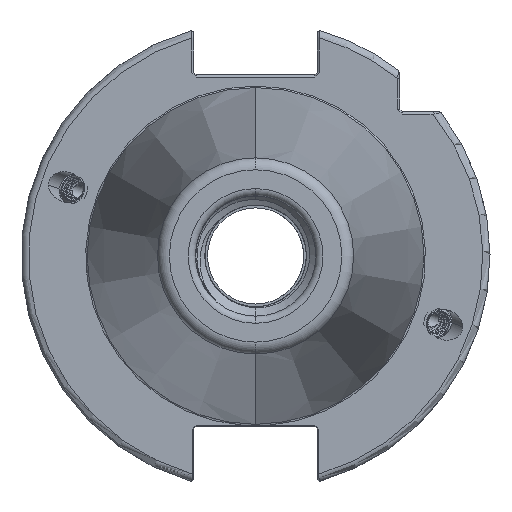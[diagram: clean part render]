
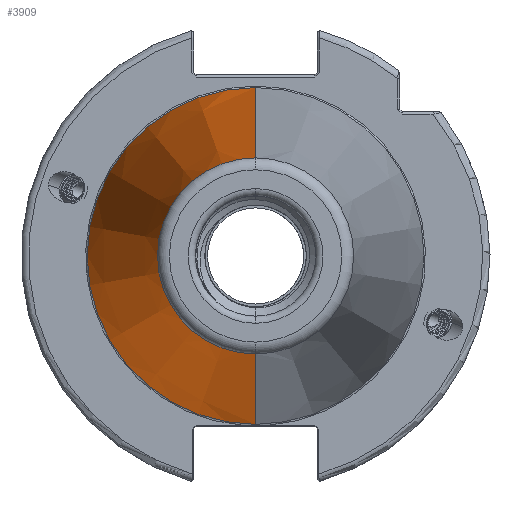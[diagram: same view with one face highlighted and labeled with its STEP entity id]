
A CAD part, left-side view. The second image highlights one B-rep face of the part: STEP entity #3909.
In plain terms, the highlighted conical face has half-angle 8.297 degrees and reference radius 35.392 mm.
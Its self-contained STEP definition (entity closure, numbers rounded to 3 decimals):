
#6 = VERTEX_POINT ( 'NONE', #4931 ) ;
#36 = VERTEX_POINT ( 'NONE', #4957 ) ;
#40 = VERTEX_POINT ( 'NONE', #4934 ) ;
#1384 = CIRCLE ( 'NONE', #20620, 35.027 ) ;
#1410 = VECTOR ( 'NONE', #24896, 1000. ) ;
#1412 = CIRCLE ( 'NONE', #20622, 20.399 ) ;
#1413 = CIRCLE ( 'NONE', #20646, 35.027 ) ;
#1416 = LINE ( 'NONE', #24930, #1410 ) ;
#1452 = LINE ( 'NONE', #20917, #1462 ) ;
#1462 = VECTOR ( 'NONE', #20884, 1000. ) ;
#3699 = ORIENTED_EDGE ( 'NONE', *, *, #24789, .T. ) ;
#3700 = ORIENTED_EDGE ( 'NONE', *, *, #24705, .F. ) ;
#3702 = ORIENTED_EDGE ( 'NONE', *, *, #24724, .F. ) ;
#3823 = ORIENTED_EDGE ( 'NONE', *, *, #24831, .T. ) ;
#3827 = ORIENTED_EDGE ( 'NONE', *, *, #24747, .F. ) ;
#3909 = ADVANCED_FACE ( 'NONE', ( #28686 ), #28683, .T. ) ;
#4931 = CARTESIAN_POINT ( 'NONE',  ( -102.811, 0., 20.399 ) ) ;
#4934 = CARTESIAN_POINT ( 'NONE',  ( -2.5, 0., -35.027 ) ) ;
#4957 = CARTESIAN_POINT ( 'NONE',  ( -2.5, 0., 35.027 ) ) ;
#5034 = DIRECTION ( 'NONE',  ( 0., 0., -1. ) ) ;
#5041 = CARTESIAN_POINT ( 'NONE',  ( 0., 0., 0. ) ) ;
#5051 = DIRECTION ( 'NONE',  ( 1., 0., 0. ) ) ;
#16221 = CARTESIAN_POINT ( 'NONE',  ( -102.811, 0., -20.399 ) ) ;
#16296 = CARTESIAN_POINT ( 'NONE',  ( -2.5, 35.027, 0. ) ) ;
#20620 = AXIS2_PLACEMENT_3D ( 'NONE', #25571, #25611, #25613 ) ;
#20622 = AXIS2_PLACEMENT_3D ( 'NONE', #20738, #20748, #20746 ) ;
#20646 = AXIS2_PLACEMENT_3D ( 'NONE', #24599, #24578, #24601 ) ;
#20738 = CARTESIAN_POINT ( 'NONE',  ( -102.811, 0., 0. ) ) ;
#20746 = DIRECTION ( 'NONE',  ( 0., 0., 1. ) ) ;
#20748 = DIRECTION ( 'NONE',  ( 1., 0., 0. ) ) ;
#20884 = DIRECTION ( 'NONE',  ( 0.99, 0., 0.144 ) ) ;
#20917 = CARTESIAN_POINT ( 'NONE',  ( 0., 0., 35.392 ) ) ;
#23021 = AXIS2_PLACEMENT_3D ( 'NONE', #5041, #5051, #5034 ) ;
#23862 = EDGE_LOOP ( 'NONE', ( #3699, #3823, #3827, #3700, #3702 ) ) ;
#24578 = DIRECTION ( 'NONE',  ( 1., 0., 0. ) ) ;
#24599 = CARTESIAN_POINT ( 'NONE',  ( -2.5, 0., 0. ) ) ;
#24601 = DIRECTION ( 'NONE',  ( 0., 1., 0. ) ) ;
#24705 = EDGE_CURVE ( 'NONE', #40, #26998, #1413, .T. ) ;
#24724 = EDGE_CURVE ( 'NONE', #26989, #40, #1416, .T. ) ;
#24747 = EDGE_CURVE ( 'NONE', #26998, #36, #1384, .T. ) ;
#24789 = EDGE_CURVE ( 'NONE', #26989, #6, #1412, .T. ) ;
#24831 = EDGE_CURVE ( 'NONE', #6, #36, #1452, .T. ) ;
#24896 = DIRECTION ( 'NONE',  ( 0.99, 0., -0.144 ) ) ;
#24930 = CARTESIAN_POINT ( 'NONE',  ( 0., 0., -35.392 ) ) ;
#25571 = CARTESIAN_POINT ( 'NONE',  ( -2.5, 0., 0. ) ) ;
#25611 = DIRECTION ( 'NONE',  ( 1., 0., 0. ) ) ;
#25613 = DIRECTION ( 'NONE',  ( 0., 1., 0. ) ) ;
#26989 = VERTEX_POINT ( 'NONE', #16221 ) ;
#26998 = VERTEX_POINT ( 'NONE', #16296 ) ;
#28683 = CONICAL_SURFACE ( 'NONE', #23021, 35.392, 0.145 ) ;
#28686 = FACE_OUTER_BOUND ( 'NONE', #23862, .T. ) ;
